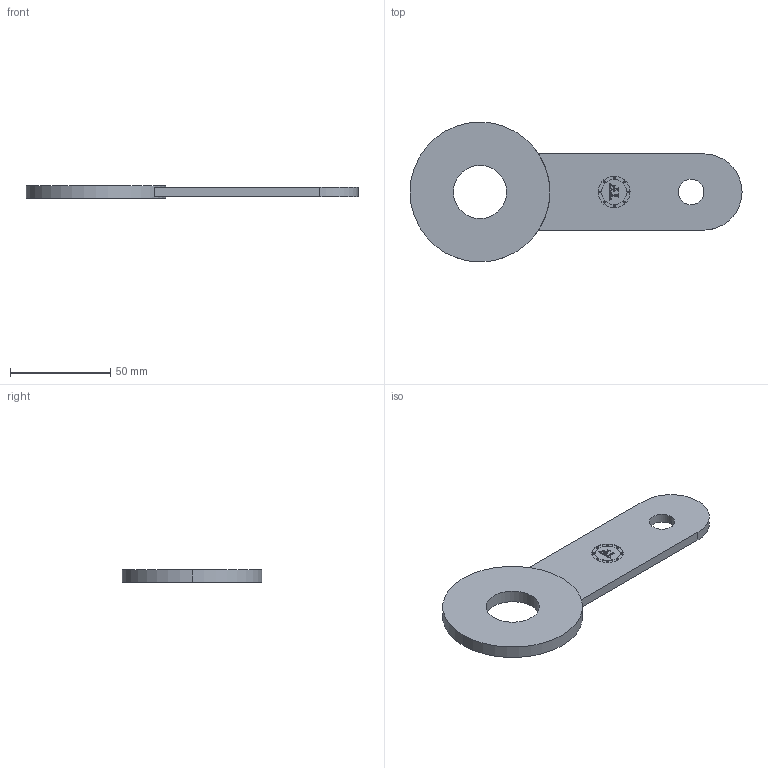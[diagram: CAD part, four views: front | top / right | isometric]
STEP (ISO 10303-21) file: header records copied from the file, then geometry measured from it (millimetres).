
FILE_DESCRIPTION(('CATIA V5 STEP Exchange'),'2;1');
FILE_NAME('1-300-PADDLE-SPACER-B16.48-TYPE-2.stp','2015-02-10T04:57:43+00:00',('none'),('none'),'CATIA Version 5 Release 20 SP 7 (IN-10)','CATIA V5 STEP AP214','none');
FILE_SCHEMA(('AUTOMOTIVE_DESIGN { 1 0 10303 214 1 1 1 1 }'));
Length unit declared in the file: inch
Products named in the file (1): 1-300-PADDLE-SPACER-B16.48-TYPE-2
Bounding box: 165.8 x 69.85 x 6.35 mm (x, y, z)
Volume: 37149.3 mm3; surface area: 16502.4 mm2
Topology: 1 solids, 1 shells, 398 faces, 1137 edges, 758 vertices
Faces by surface type: plane 371, cylinder 27
Entity records: 15181 total; most frequent: ORIENTED_EDGE 2274, CARTESIAN_POINT 2257, DIRECTION 1859, EDGE_CURVE 1137, VECTOR 1079, LINE 1079, VERTEX_POINT 758, AXIS2_PLACEMENT_3D 420
